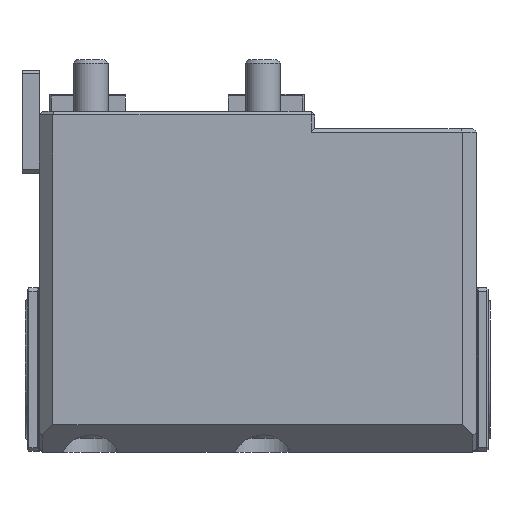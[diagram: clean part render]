
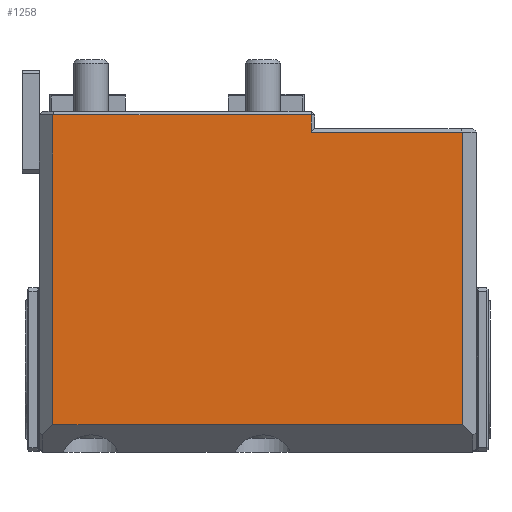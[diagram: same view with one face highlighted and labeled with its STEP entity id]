
A CAD part, front view. The second image highlights one B-rep face of the part: STEP entity #1258.
In plain terms, the highlighted planar face has unit normal (0, -1, 0).
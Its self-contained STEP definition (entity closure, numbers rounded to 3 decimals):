
#219=LINE('',#6516,#670);
#261=LINE('',#6729,#712);
#263=LINE('',#6733,#714);
#301=LINE('',#6813,#752);
#302=LINE('',#6814,#753);
#303=LINE('',#6816,#754);
#670=VECTOR('',#4923,1.);
#712=VECTOR('',#5027,1.);
#714=VECTOR('',#5031,1.);
#752=VECTOR('',#5095,1.);
#753=VECTOR('',#5096,1.);
#754=VECTOR('',#5097,1.);
#1258=ADVANCED_FACE('',(#1650),#1464,.F.);
#1464=PLANE('',#4362);
#1650=FACE_OUTER_BOUND('',#1900,.T.);
#1900=EDGE_LOOP('',(#2589,#2590,#2591,#2592,#2593,#2594));
#2589=ORIENTED_EDGE('',*,*,#3794,.T.);
#2590=ORIENTED_EDGE('',*,*,#3836,.T.);
#2591=ORIENTED_EDGE('',*,*,#3796,.T.);
#2592=ORIENTED_EDGE('',*,*,#3741,.T.);
#2593=ORIENTED_EDGE('',*,*,#3837,.T.);
#2594=ORIENTED_EDGE('',*,*,#3838,.F.);
#3302=VERTEX_POINT('',#6501);
#3307=VERTEX_POINT('',#6515);
#3345=VERTEX_POINT('',#6728);
#3346=VERTEX_POINT('',#6730);
#3347=VERTEX_POINT('',#6734);
#3376=VERTEX_POINT('',#6815);
#3741=EDGE_CURVE('',#3302,#3307,#219,.T.);
#3794=EDGE_CURVE('',#3346,#3345,#261,.T.);
#3796=EDGE_CURVE('',#3347,#3302,#263,.T.);
#3836=EDGE_CURVE('',#3345,#3347,#301,.T.);
#3837=EDGE_CURVE('',#3307,#3376,#302,.T.);
#3838=EDGE_CURVE('',#3346,#3376,#303,.T.);
#4362=AXIS2_PLACEMENT_3D('',#6817,#5098,#5099);
#4923=DIRECTION('',(-1.,0.,0.));
#5027=DIRECTION('',(0.,0.,1.));
#5031=DIRECTION('',(0.,0.,1.));
#5095=DIRECTION('',(-1.,0.,0.));
#5096=DIRECTION('',(0.,0.,-1.));
#5097=DIRECTION('',(-1.,0.,0.));
#5098=DIRECTION('',(0.,1.,0.));
#5099=DIRECTION('',(0.,0.,-1.));
#6501=CARTESIAN_POINT('',(79.,-42.,-1.));
#6515=CARTESIAN_POINT('',(4.,-42.,-1.));
#6516=CARTESIAN_POINT('',(4.,-42.,-1.));
#6728=CARTESIAN_POINT('',(123.,-42.,-6.));
#6729=CARTESIAN_POINT('',(123.,-42.,-5.));
#6730=CARTESIAN_POINT('',(123.,-42.,-91.));
#6733=CARTESIAN_POINT('',(79.,-42.,0.));
#6734=CARTESIAN_POINT('',(79.,-42.,-6.));
#6813=CARTESIAN_POINT('',(80.,-42.,-6.));
#6814=CARTESIAN_POINT('',(4.,-42.,-99.));
#6815=CARTESIAN_POINT('',(4.,-42.,-91.));
#6816=CARTESIAN_POINT('',(181.62,-42.,-91.));
#6817=CARTESIAN_POINT('',(0.,-42.,-99.));
